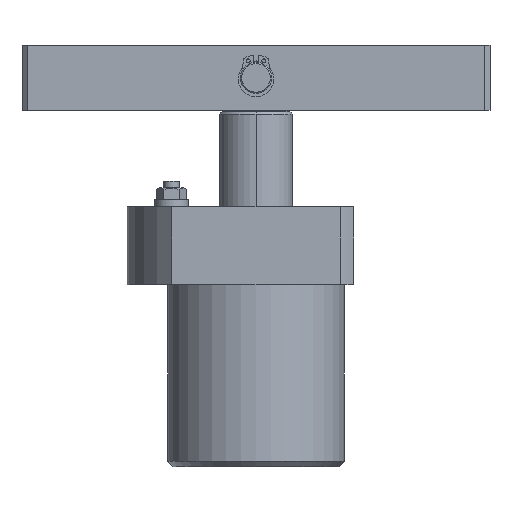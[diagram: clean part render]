
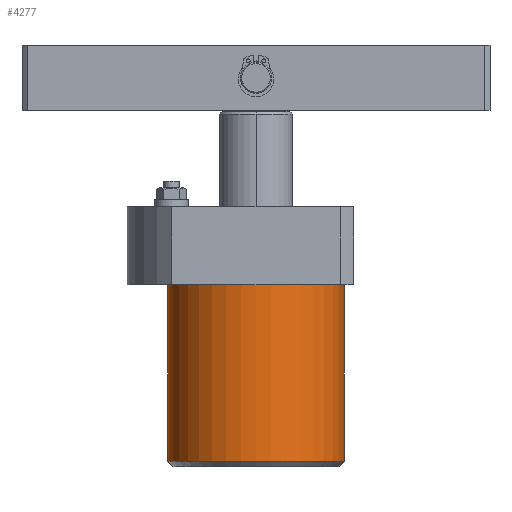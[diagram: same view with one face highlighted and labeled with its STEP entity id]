
A CAD part, front view. The second image highlights one B-rep face of the part: STEP entity #4277.
In plain terms, the highlighted cylindrical face has radius 34 mm (diameter 68 mm), a partial arc.
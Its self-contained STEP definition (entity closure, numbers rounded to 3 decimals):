
#686 = CARTESIAN_POINT ( 'NONE',  ( -34., 0., 98. ) ) ;
#1351 = CARTESIAN_POINT ( 'NONE',  ( 34., 0., 98. ) ) ;
#1355 = CARTESIAN_POINT ( 'NONE',  ( 34., 0., 30. ) ) ;
#1448 = CARTESIAN_POINT ( 'NONE',  ( -34., 0., 30. ) ) ;
#1580 = VERTEX_POINT ( 'NONE', #686 ) ;
#1872 = VERTEX_POINT ( 'NONE', #1448 ) ;
#1942 = CARTESIAN_POINT ( 'NONE',  ( 0., 0., 100. ) ) ;
#1945 = DIRECTION ( 'NONE',  ( 0., 0., -1. ) ) ;
#1947 = DIRECTION ( 'NONE',  ( -1., 0., 0. ) ) ;
#2048 = VERTEX_POINT ( 'NONE', #1355 ) ;
#2051 = VERTEX_POINT ( 'NONE', #1351 ) ;
#2839 = CARTESIAN_POINT ( 'NONE',  ( 0., 0., 30. ) ) ;
#2840 = DIRECTION ( 'NONE',  ( 0., 0., 1. ) ) ;
#2841 = DIRECTION ( 'NONE',  ( 1., 0., 0. ) ) ;
#3003 = CARTESIAN_POINT ( 'NONE',  ( 0., 0., 98. ) ) ;
#3004 = DIRECTION ( 'NONE',  ( 0., 0., -1. ) ) ;
#3005 = DIRECTION ( 'NONE',  ( 1., 0., 0. ) ) ;
#3482 = EDGE_LOOP ( 'NONE', ( #6033, #6034, #6046, #6040 ) ) ;
#4277 = ADVANCED_FACE ( 'NONE', ( #6719 ), #6729, .T. ) ;
#4533 = EDGE_CURVE ( 'NONE', #1580, #1872, #7373, .T. ) ;
#4535 = EDGE_CURVE ( 'NONE', #2051, #2048, #7362, .T. ) ;
#4904 = EDGE_CURVE ( 'NONE', #1872, #2048, #8005, .T. ) ;
#4938 = EDGE_CURVE ( 'NONE', #2051, #1580, #8047, .T. ) ;
#4950 = CARTESIAN_POINT ( 'NONE',  ( -34., 0., 100. ) ) ;
#4951 = DIRECTION ( 'NONE',  ( 0., 0., -1. ) ) ;
#4952 = DIRECTION ( 'NONE',  ( 0., 0., -1. ) ) ;
#4953 = CARTESIAN_POINT ( 'NONE',  ( 34., 0., 100. ) ) ;
#5586 = AXIS2_PLACEMENT_3D ( 'NONE', #2839, #2840, #2841 ) ;
#5599 = AXIS2_PLACEMENT_3D ( 'NONE', #3003, #3004, #3005 ) ;
#6033 = ORIENTED_EDGE ( 'NONE', *, *, #4535, .F. ) ;
#6034 = ORIENTED_EDGE ( 'NONE', *, *, #4938, .T. ) ;
#6040 = ORIENTED_EDGE ( 'NONE', *, *, #4904, .T. ) ;
#6046 = ORIENTED_EDGE ( 'NONE', *, *, #4533, .T. ) ;
#6719 = FACE_OUTER_BOUND ( 'NONE', #3482, .T. ) ;
#6729 = CYLINDRICAL_SURFACE ( 'NONE', #7006, 34. ) ;
#7006 = AXIS2_PLACEMENT_3D ( 'NONE', #1942, #1945, #1947 ) ;
#7362 = LINE ( 'NONE', #4953, #7377 ) ;
#7373 = LINE ( 'NONE', #4950, #7374 ) ;
#7374 = VECTOR ( 'NONE', #4952, 1000. ) ;
#7377 = VECTOR ( 'NONE', #4951, 1000. ) ;
#8005 = CIRCLE ( 'NONE', #5586, 34. ) ;
#8047 = CIRCLE ( 'NONE', #5599, 34. ) ;
